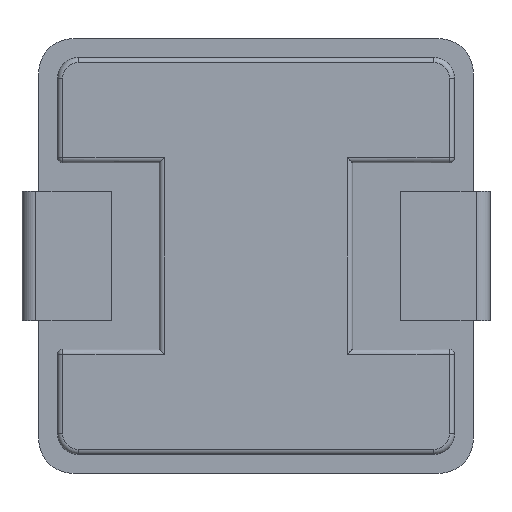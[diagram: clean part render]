
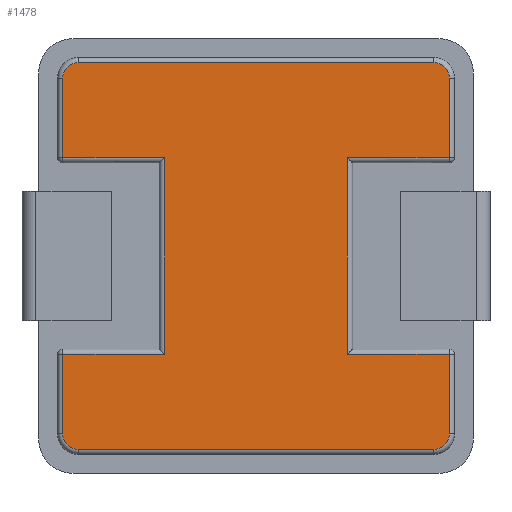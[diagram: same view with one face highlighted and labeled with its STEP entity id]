
A CAD part, front view. The second image highlights one B-rep face of the part: STEP entity #1478.
In plain terms, the highlighted planar face has unit normal (0, -1, 0).
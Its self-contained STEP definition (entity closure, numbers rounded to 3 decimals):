
#69 = EDGE_CURVE ( 'NONE', #660, #574, #10301, .T. ) ;
#230 = DIRECTION ( 'NONE',  ( -1., 0., 0. ) ) ;
#352 = EDGE_CURVE ( 'NONE', #6339, #4104, #9491, .T. ) ;
#415 = CARTESIAN_POINT ( 'NONE',  ( -5.6, 0., 2.85 ) ) ;
#418 = CARTESIAN_POINT ( 'NONE',  ( 2.65, 0., -2.85 ) ) ;
#566 = EDGE_CURVE ( 'NONE', #567, #9778, #5506, .T. ) ;
#567 = VERTEX_POINT ( 'NONE', #3959 ) ;
#574 = VERTEX_POINT ( 'NONE', #2924 ) ;
#609 = CARTESIAN_POINT ( 'NONE',  ( 5.6, 0., 5.15 ) ) ;
#660 = VERTEX_POINT ( 'NONE', #418 ) ;
#719 = AXIS2_PLACEMENT_3D ( 'NONE', #11422, #11216, #11300 ) ;
#760 = EDGE_CURVE ( 'NONE', #10033, #7799, #8383, .T. ) ;
#993 = DIRECTION ( 'NONE',  ( 0., 0., 1. ) ) ;
#1039 = AXIS2_PLACEMENT_3D ( 'NONE', #4793, #10940, #5665 ) ;
#1111 = CARTESIAN_POINT ( 'NONE',  ( 5.15, 0., 5.6 ) ) ;
#1205 = CARTESIAN_POINT ( 'NONE',  ( -5.6, 0., -5.15 ) ) ;
#1334 = VECTOR ( 'NONE', #9710, 1000. ) ;
#1354 = VECTOR ( 'NONE', #230, 1000. ) ;
#1377 = CARTESIAN_POINT ( 'NONE',  ( 5.15, 0., -5.6 ) ) ;
#1413 = EDGE_CURVE ( 'NONE', #9504, #7548, #9737, .T. ) ;
#1478 = ADVANCED_FACE ( 'NONE', ( #9186 ), #8570, .F. ) ;
#1564 = DIRECTION ( 'NONE',  ( 0., 0., 1. ) ) ;
#1631 = VECTOR ( 'NONE', #7702, 1000. ) ;
#1761 = DIRECTION ( 'NONE',  ( 0., -1., 0. ) ) ;
#1865 = LINE ( 'NONE', #7930, #1334 ) ;
#1967 = CARTESIAN_POINT ( 'NONE',  ( 5.75, 0., 2.85 ) ) ;
#2007 = LINE ( 'NONE', #1377, #6382 ) ;
#2047 = EDGE_CURVE ( 'NONE', #4726, #660, #10260, .T. ) ;
#2073 = ORIENTED_EDGE ( 'NONE', *, *, #9005, .T. ) ;
#2097 = LINE ( 'NONE', #6781, #4153 ) ;
#2273 = DIRECTION ( 'NONE',  ( 1., 0., 0. ) ) ;
#2298 = CARTESIAN_POINT ( 'NONE',  ( 5.6, 0., -2.7 ) ) ;
#2329 = VERTEX_POINT ( 'NONE', #9673 ) ;
#2416 = AXIS2_PLACEMENT_3D ( 'NONE', #5560, #5519, #5474 ) ;
#2419 = DIRECTION ( 'NONE',  ( 0., 0., -1. ) ) ;
#2924 = CARTESIAN_POINT ( 'NONE',  ( 2.65, 0., 2.85 ) ) ;
#3018 = EDGE_CURVE ( 'NONE', #7799, #3451, #11424, .T. ) ;
#3194 = DIRECTION ( 'NONE',  ( 0., 0., 1. ) ) ;
#3201 = ORIENTED_EDGE ( 'NONE', *, *, #2047, .T. ) ;
#3265 = CARTESIAN_POINT ( 'NONE',  ( -2.65, 0., 2.85 ) ) ;
#3414 = VECTOR ( 'NONE', #993, 1000. ) ;
#3451 = VERTEX_POINT ( 'NONE', #5114 ) ;
#3707 = LINE ( 'NONE', #10756, #1354 ) ;
#3797 = DIRECTION ( 'NONE',  ( 0., 0., -1. ) ) ;
#3959 = CARTESIAN_POINT ( 'NONE',  ( 5.15, 0., -5.6 ) ) ;
#4104 = VERTEX_POINT ( 'NONE', #1111 ) ;
#4108 = EDGE_CURVE ( 'NONE', #4104, #2329, #3707, .T. ) ;
#4153 = VECTOR ( 'NONE', #2419, 1000. ) ;
#4524 = EDGE_CURVE ( 'NONE', #574, #5256, #9259, .T. ) ;
#4594 = VECTOR ( 'NONE', #11138, 1000. ) ;
#4714 = ORIENTED_EDGE ( 'NONE', *, *, #5610, .T. ) ;
#4726 = VERTEX_POINT ( 'NONE', #9662 ) ;
#4793 = CARTESIAN_POINT ( 'NONE',  ( -5.15, 0., 5.15 ) ) ;
#4960 = ORIENTED_EDGE ( 'NONE', *, *, #8904, .T. ) ;
#4968 = ORIENTED_EDGE ( 'NONE', *, *, #4108, .T. ) ;
#5070 = VECTOR ( 'NONE', #3194, 1000. ) ;
#5114 = CARTESIAN_POINT ( 'NONE',  ( -5.15, 0., -5.6 ) ) ;
#5146 = DIRECTION ( 'NONE',  ( -1., 0., 0. ) ) ;
#5256 = VERTEX_POINT ( 'NONE', #10581 ) ;
#5474 = DIRECTION ( 'NONE',  ( 0., 0., 1. ) ) ;
#5506 = CIRCLE ( 'NONE', #6517, 0.45 ) ;
#5519 = DIRECTION ( 'NONE',  ( 0., -1., 0. ) ) ;
#5560 = CARTESIAN_POINT ( 'NONE',  ( 5.15, 0., 5.15 ) ) ;
#5592 = CIRCLE ( 'NONE', #1039, 0.45 ) ;
#5610 = EDGE_CURVE ( 'NONE', #6470, #9788, #2097, .T. ) ;
#5641 = ORIENTED_EDGE ( 'NONE', *, *, #352, .T. ) ;
#5665 = DIRECTION ( 'NONE',  ( 0., 0., 1. ) ) ;
#5858 = VECTOR ( 'NONE', #8301, 1000. ) ;
#5903 = CARTESIAN_POINT ( 'NONE',  ( -2.65, 0., -2.85 ) ) ;
#5952 = ORIENTED_EDGE ( 'NONE', *, *, #8370, .T. ) ;
#5986 = CARTESIAN_POINT ( 'NONE',  ( -5.75, 0., -2.85 ) ) ;
#6184 = ORIENTED_EDGE ( 'NONE', *, *, #4524, .T. ) ;
#6339 = VERTEX_POINT ( 'NONE', #609 ) ;
#6382 = VECTOR ( 'NONE', #2273, 1000. ) ;
#6470 = VERTEX_POINT ( 'NONE', #8623 ) ;
#6482 = EDGE_CURVE ( 'NONE', #7548, #10033, #11286, .T. ) ;
#6517 = AXIS2_PLACEMENT_3D ( 'NONE', #9238, #9191, #9119 ) ;
#6551 = ORIENTED_EDGE ( 'NONE', *, *, #760, .T. ) ;
#6738 = ORIENTED_EDGE ( 'NONE', *, *, #9767, .T. ) ;
#6781 = CARTESIAN_POINT ( 'NONE',  ( -5.6, 0., 2.7 ) ) ;
#6790 = CARTESIAN_POINT ( 'NONE',  ( -5.6, 0., -5.15 ) ) ;
#7042 = CARTESIAN_POINT ( 'NONE',  ( -5.15, 0., -5.15 ) ) ;
#7258 = ORIENTED_EDGE ( 'NONE', *, *, #1413, .T. ) ;
#7397 = CARTESIAN_POINT ( 'NONE',  ( 2.8, 0., -2.85 ) ) ;
#7408 = ORIENTED_EDGE ( 'NONE', *, *, #566, .T. ) ;
#7462 = EDGE_CURVE ( 'NONE', #3451, #567, #2007, .T. ) ;
#7499 = EDGE_LOOP ( 'NONE', ( #7408, #5952, #3201, #9193, #6184, #2073, #5641, #4968, #6738, #4714, #4960, #7258, #9076, #6551, #10469, #7922 ) ) ;
#7548 = VERTEX_POINT ( 'NONE', #5903 ) ;
#7654 = VECTOR ( 'NONE', #1564, 1000. ) ;
#7702 = DIRECTION ( 'NONE',  ( 0., 0., -1. ) ) ;
#7799 = VERTEX_POINT ( 'NONE', #1205 ) ;
#7900 = DIRECTION ( 'NONE',  ( 0., 0., 1. ) ) ;
#7922 = ORIENTED_EDGE ( 'NONE', *, *, #7462, .T. ) ;
#7930 = CARTESIAN_POINT ( 'NONE',  ( -2.8, 0., 2.85 ) ) ;
#8011 = CARTESIAN_POINT ( 'NONE',  ( 5.6, 0., 5.15 ) ) ;
#8280 = CARTESIAN_POINT ( 'NONE',  ( 5.6, 0., -5.15 ) ) ;
#8301 = DIRECTION ( 'NONE',  ( -1., 0., 0. ) ) ;
#8370 = EDGE_CURVE ( 'NONE', #9778, #4726, #9744, .T. ) ;
#8383 = LINE ( 'NONE', #6790, #1631 ) ;
#8570 = PLANE ( 'NONE',  #719 ) ;
#8623 = CARTESIAN_POINT ( 'NONE',  ( -5.6, 0., 5.15 ) ) ;
#8904 = EDGE_CURVE ( 'NONE', #9788, #9504, #1865, .T. ) ;
#8913 = VECTOR ( 'NONE', #5146, 1000. ) ;
#9005 = EDGE_CURVE ( 'NONE', #5256, #6339, #10410, .T. ) ;
#9076 = ORIENTED_EDGE ( 'NONE', *, *, #6482, .T. ) ;
#9119 = DIRECTION ( 'NONE',  ( 0., 0., 1. ) ) ;
#9186 = FACE_OUTER_BOUND ( 'NONE', #7499, .T. ) ;
#9191 = DIRECTION ( 'NONE',  ( 0., -1., 0. ) ) ;
#9193 = ORIENTED_EDGE ( 'NONE', *, *, #69, .T. ) ;
#9238 = CARTESIAN_POINT ( 'NONE',  ( 5.15, 0., -5.15 ) ) ;
#9259 = LINE ( 'NONE', #1967, #4594 ) ;
#9345 = AXIS2_PLACEMENT_3D ( 'NONE', #7042, #1761, #7900 ) ;
#9456 = VECTOR ( 'NONE', #3797, 1000. ) ;
#9491 = CIRCLE ( 'NONE', #2416, 0.45 ) ;
#9504 = VERTEX_POINT ( 'NONE', #3265 ) ;
#9662 = CARTESIAN_POINT ( 'NONE',  ( 5.6, 0., -2.85 ) ) ;
#9673 = CARTESIAN_POINT ( 'NONE',  ( -5.15, 0., 5.6 ) ) ;
#9710 = DIRECTION ( 'NONE',  ( 1., 0., 0. ) ) ;
#9737 = LINE ( 'NONE', #10897, #9456 ) ;
#9744 = LINE ( 'NONE', #2298, #5070 ) ;
#9767 = EDGE_CURVE ( 'NONE', #2329, #6470, #5592, .T. ) ;
#9778 = VERTEX_POINT ( 'NONE', #8280 ) ;
#9788 = VERTEX_POINT ( 'NONE', #415 ) ;
#10033 = VERTEX_POINT ( 'NONE', #10457 ) ;
#10260 = LINE ( 'NONE', #7397, #5858 ) ;
#10301 = LINE ( 'NONE', #11230, #7654 ) ;
#10410 = LINE ( 'NONE', #8011, #3414 ) ;
#10457 = CARTESIAN_POINT ( 'NONE',  ( -5.6, 0., -2.85 ) ) ;
#10469 = ORIENTED_EDGE ( 'NONE', *, *, #3018, .T. ) ;
#10581 = CARTESIAN_POINT ( 'NONE',  ( 5.6, 0., 2.85 ) ) ;
#10756 = CARTESIAN_POINT ( 'NONE',  ( -5.15, 0., 5.6 ) ) ;
#10897 = CARTESIAN_POINT ( 'NONE',  ( -2.65, 0., -2.7 ) ) ;
#10940 = DIRECTION ( 'NONE',  ( 0., -1., 0. ) ) ;
#11138 = DIRECTION ( 'NONE',  ( 1., 0., 0. ) ) ;
#11216 = DIRECTION ( 'NONE',  ( 0., 1., 0. ) ) ;
#11230 = CARTESIAN_POINT ( 'NONE',  ( 2.65, 0., 2.7 ) ) ;
#11286 = LINE ( 'NONE', #5986, #8913 ) ;
#11300 = DIRECTION ( 'NONE',  ( 0., 0., 1. ) ) ;
#11422 = CARTESIAN_POINT ( 'NONE',  ( -5.3, 0., 5.3 ) ) ;
#11424 = CIRCLE ( 'NONE', #9345, 0.45 ) ;
